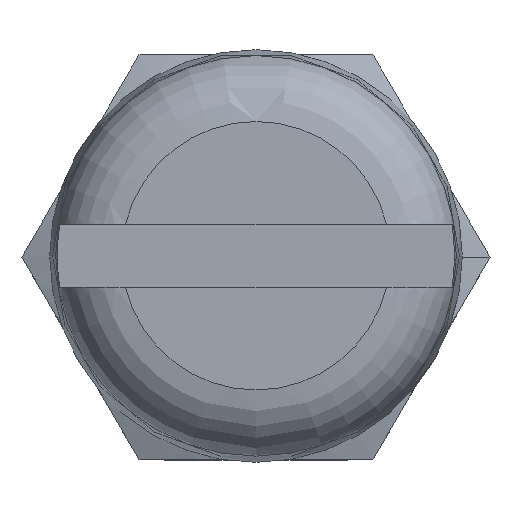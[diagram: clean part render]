
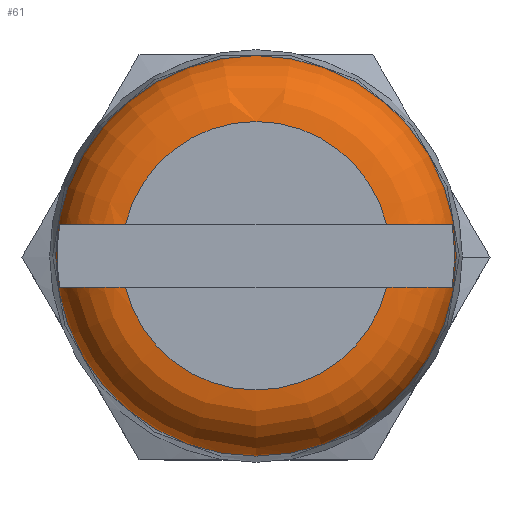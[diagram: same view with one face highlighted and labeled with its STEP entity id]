
A CAD part, top view. The second image highlights one B-rep face of the part: STEP entity #61.
In plain terms, the highlighted face is a revolution surface.
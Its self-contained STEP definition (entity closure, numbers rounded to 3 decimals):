
#40 = EDGE_CURVE('',#41,#43,#45,.T.);
#41 = VERTEX_POINT('',#42);
#42 = CARTESIAN_POINT('',(1.77,0.43,9.));
#43 = VERTEX_POINT('',#44);
#44 = CARTESIAN_POINT('',(-1.77,0.43,9.));
#45 = CIRCLE('',#46,1.821);
#46 = AXIS2_PLACEMENT_3D('',#47,#48,#49);
#47 = CARTESIAN_POINT('',(0.,0.,9.));
#48 = DIRECTION('',(0.,0.,1.));
#49 = DIRECTION('',(1.,0.,-0.));
#61 = ADVANCED_FACE('',(#62),#208,.F.);
#62 = FACE_BOUND('',#63,.F.);
#63 = EDGE_LOOP('',(#64,#86,#87,#109,#120,#142,#151,#173,#183,#192,#199,
    #200));
#64 = ORIENTED_EDGE('',*,*,#65,.F.);
#65 = EDGE_CURVE('',#41,#66,#68,.T.);
#66 = VERTEX_POINT('',#67);
#67 = CARTESIAN_POINT('',(2.664,0.43,8.3));
#68 = B_SPLINE_CURVE_WITH_KNOTS('',6,(#69,#70,#71,#72,#73,#74,#75,#76,
    #77,#78,#79,#80,#81,#82,#83,#84,#85),.UNSPECIFIED.,.F.,.F.,(7,5,5,7)
  ,(0.,0.296,0.526,1.),.UNSPECIFIED.);
#69 = CARTESIAN_POINT('',(1.77,0.43,9.));
#70 = CARTESIAN_POINT('',(1.831,0.43,9.));
#71 = CARTESIAN_POINT('',(1.892,0.43,8.995));
#72 = CARTESIAN_POINT('',(1.952,0.43,8.986));
#73 = CARTESIAN_POINT('',(2.011,0.43,8.972));
#74 = CARTESIAN_POINT('',(2.069,0.43,8.953));
#75 = CARTESIAN_POINT('',(2.169,0.43,8.912));
#76 = CARTESIAN_POINT('',(2.212,0.43,8.892));
#77 = CARTESIAN_POINT('',(2.253,0.43,8.869));
#78 = CARTESIAN_POINT('',(2.293,0.43,8.843));
#79 = CARTESIAN_POINT('',(2.33,0.43,8.815));
#80 = CARTESIAN_POINT('',(2.441,0.43,8.723));
#81 = CARTESIAN_POINT('',(2.507,0.43,8.651));
#82 = CARTESIAN_POINT('',(2.563,0.43,8.571));
#83 = CARTESIAN_POINT('',(2.609,0.43,8.485));
#84 = CARTESIAN_POINT('',(2.643,0.43,8.394));
#85 = CARTESIAN_POINT('',(2.664,0.43,8.3));
#86 = ORIENTED_EDGE('',*,*,#40,.T.);
#87 = ORIENTED_EDGE('',*,*,#88,.T.);
#88 = EDGE_CURVE('',#43,#89,#91,.T.);
#89 = VERTEX_POINT('',#90);
#90 = CARTESIAN_POINT('',(-2.664,0.43,8.3));
#91 = B_SPLINE_CURVE_WITH_KNOTS('',6,(#92,#93,#94,#95,#96,#97,#98,#99,
    #100,#101,#102,#103,#104,#105,#106,#107,#108),.UNSPECIFIED.,.F.,.F.,
  (7,5,5,7),(0.,0.296,0.526,1.),.UNSPECIFIED.);
#92 = CARTESIAN_POINT('',(-1.77,0.43,9.));
#93 = CARTESIAN_POINT('',(-1.831,0.43,9.));
#94 = CARTESIAN_POINT('',(-1.892,0.43,8.995));
#95 = CARTESIAN_POINT('',(-1.952,0.43,8.986));
#96 = CARTESIAN_POINT('',(-2.011,0.43,8.972));
#97 = CARTESIAN_POINT('',(-2.069,0.43,8.953));
#98 = CARTESIAN_POINT('',(-2.169,0.43,8.912));
#99 = CARTESIAN_POINT('',(-2.212,0.43,8.892));
#100 = CARTESIAN_POINT('',(-2.253,0.43,8.869));
#101 = CARTESIAN_POINT('',(-2.293,0.43,8.843));
#102 = CARTESIAN_POINT('',(-2.33,0.43,8.815));
#103 = CARTESIAN_POINT('',(-2.441,0.43,8.723));
#104 = CARTESIAN_POINT('',(-2.507,0.43,8.651));
#105 = CARTESIAN_POINT('',(-2.563,0.43,8.571));
#106 = CARTESIAN_POINT('',(-2.609,0.43,8.485));
#107 = CARTESIAN_POINT('',(-2.643,0.43,8.394));
#108 = CARTESIAN_POINT('',(-2.664,0.43,8.3));
#109 = ORIENTED_EDGE('',*,*,#110,.F.);
#110 = EDGE_CURVE('',#111,#89,#113,.T.);
#111 = VERTEX_POINT('',#112);
#112 = CARTESIAN_POINT('',(-2.664,-0.43,8.3));
#113 = B_SPLINE_CURVE_WITH_KNOTS('',5,(#114,#115,#116,#117,#118,#119),
  .UNSPECIFIED.,.F.,.F.,(6,6),(0.,1.),.PIECEWISE_BEZIER_KNOTS.);
#114 = CARTESIAN_POINT('',(-2.664,-0.43,8.3));
#115 = CARTESIAN_POINT('',(-2.692,-0.259,8.3));
#116 = CARTESIAN_POINT('',(-2.706,-0.087,8.3));
#117 = CARTESIAN_POINT('',(-2.706,0.087,8.3));
#118 = CARTESIAN_POINT('',(-2.692,0.259,8.3));
#119 = CARTESIAN_POINT('',(-2.664,0.43,8.3));
#120 = ORIENTED_EDGE('',*,*,#121,.F.);
#121 = EDGE_CURVE('',#122,#111,#124,.T.);
#122 = VERTEX_POINT('',#123);
#123 = CARTESIAN_POINT('',(-1.77,-0.43,9.));
#124 = B_SPLINE_CURVE_WITH_KNOTS('',6,(#125,#126,#127,#128,#129,#130,
    #131,#132,#133,#134,#135,#136,#137,#138,#139,#140,#141),
  .UNSPECIFIED.,.F.,.F.,(7,5,5,7),(0.,0.296,0.526,1.),
  .UNSPECIFIED.);
#125 = CARTESIAN_POINT('',(-1.77,-0.43,9.));
#126 = CARTESIAN_POINT('',(-1.831,-0.43,9.));
#127 = CARTESIAN_POINT('',(-1.892,-0.43,8.995));
#128 = CARTESIAN_POINT('',(-1.952,-0.43,8.986));
#129 = CARTESIAN_POINT('',(-2.011,-0.43,8.972));
#130 = CARTESIAN_POINT('',(-2.069,-0.43,8.953));
#131 = CARTESIAN_POINT('',(-2.169,-0.43,8.912));
#132 = CARTESIAN_POINT('',(-2.212,-0.43,8.892));
#133 = CARTESIAN_POINT('',(-2.253,-0.43,8.869));
#134 = CARTESIAN_POINT('',(-2.293,-0.43,8.843));
#135 = CARTESIAN_POINT('',(-2.33,-0.43,8.815));
#136 = CARTESIAN_POINT('',(-2.441,-0.43,8.723));
#137 = CARTESIAN_POINT('',(-2.507,-0.43,8.651));
#138 = CARTESIAN_POINT('',(-2.563,-0.43,8.571));
#139 = CARTESIAN_POINT('',(-2.609,-0.43,8.485));
#140 = CARTESIAN_POINT('',(-2.643,-0.43,8.394));
#141 = CARTESIAN_POINT('',(-2.664,-0.43,8.3));
#142 = ORIENTED_EDGE('',*,*,#143,.T.);
#143 = EDGE_CURVE('',#122,#144,#146,.T.);
#144 = VERTEX_POINT('',#145);
#145 = CARTESIAN_POINT('',(1.77,-0.43,9.));
#146 = CIRCLE('',#147,1.821);
#147 = AXIS2_PLACEMENT_3D('',#148,#149,#150);
#148 = CARTESIAN_POINT('',(0.,0.,9.));
#149 = DIRECTION('',(0.,0.,1.));
#150 = DIRECTION('',(1.,0.,-0.));
#151 = ORIENTED_EDGE('',*,*,#152,.T.);
#152 = EDGE_CURVE('',#144,#153,#155,.T.);
#153 = VERTEX_POINT('',#154);
#154 = CARTESIAN_POINT('',(2.664,-0.43,8.3));
#155 = B_SPLINE_CURVE_WITH_KNOTS('',6,(#156,#157,#158,#159,#160,#161,
    #162,#163,#164,#165,#166,#167,#168,#169,#170,#171,#172),
  .UNSPECIFIED.,.F.,.F.,(7,5,5,7),(0.,0.296,0.526,1.),
  .UNSPECIFIED.);
#156 = CARTESIAN_POINT('',(1.77,-0.43,9.));
#157 = CARTESIAN_POINT('',(1.831,-0.43,9.));
#158 = CARTESIAN_POINT('',(1.892,-0.43,8.995));
#159 = CARTESIAN_POINT('',(1.952,-0.43,8.986));
#160 = CARTESIAN_POINT('',(2.011,-0.43,8.972));
#161 = CARTESIAN_POINT('',(2.069,-0.43,8.953));
#162 = CARTESIAN_POINT('',(2.169,-0.43,8.912));
#163 = CARTESIAN_POINT('',(2.212,-0.43,8.892));
#164 = CARTESIAN_POINT('',(2.253,-0.43,8.869));
#165 = CARTESIAN_POINT('',(2.293,-0.43,8.843));
#166 = CARTESIAN_POINT('',(2.33,-0.43,8.815));
#167 = CARTESIAN_POINT('',(2.441,-0.43,8.723));
#168 = CARTESIAN_POINT('',(2.507,-0.43,8.651));
#169 = CARTESIAN_POINT('',(2.563,-0.43,8.571));
#170 = CARTESIAN_POINT('',(2.609,-0.43,8.485));
#171 = CARTESIAN_POINT('',(2.643,-0.43,8.394));
#172 = CARTESIAN_POINT('',(2.664,-0.43,8.3));
#173 = ORIENTED_EDGE('',*,*,#174,.F.);
#174 = EDGE_CURVE('',#175,#153,#177,.T.);
#175 = VERTEX_POINT('',#176);
#176 = CARTESIAN_POINT('',(2.699,0.,8.3));
#177 = B_SPLINE_CURVE_WITH_KNOTS('',4,(#178,#179,#180,#181,#182),
  .UNSPECIFIED.,.F.,.F.,(5,5),(0.,1.),.PIECEWISE_BEZIER_KNOTS.);
#178 = CARTESIAN_POINT('',(2.699,0.,8.3));
#179 = CARTESIAN_POINT('',(2.699,-0.108,8.3));
#180 = CARTESIAN_POINT('',(2.693,-0.216,8.3));
#181 = CARTESIAN_POINT('',(2.681,-0.323,8.3));
#182 = CARTESIAN_POINT('',(2.664,-0.43,8.3));
#183 = ORIENTED_EDGE('',*,*,#184,.T.);
#184 = EDGE_CURVE('',#175,#185,#187,.T.);
#185 = VERTEX_POINT('',#186);
#186 = CARTESIAN_POINT('',(2.718,0.,8.178));
#187 = CIRCLE('',#188,0.9);
#188 = AXIS2_PLACEMENT_3D('',#189,#190,#191);
#189 = CARTESIAN_POINT('',(1.821,0.,8.1));
#190 = DIRECTION('',(-0.,1.,0.));
#191 = DIRECTION('',(0.,0.,1.));
#192 = ORIENTED_EDGE('',*,*,#193,.F.);
#193 = EDGE_CURVE('',#185,#185,#194,.T.);
#194 = CIRCLE('',#195,2.718);
#195 = AXIS2_PLACEMENT_3D('',#196,#197,#198);
#196 = CARTESIAN_POINT('',(0.,0.,8.178));
#197 = DIRECTION('',(0.,0.,1.));
#198 = DIRECTION('',(1.,0.,-0.));
#199 = ORIENTED_EDGE('',*,*,#184,.F.);
#200 = ORIENTED_EDGE('',*,*,#201,.F.);
#201 = EDGE_CURVE('',#66,#175,#202,.T.);
#202 = B_SPLINE_CURVE_WITH_KNOTS('',4,(#203,#204,#205,#206,#207),
  .UNSPECIFIED.,.F.,.F.,(5,5),(0.,1.),.PIECEWISE_BEZIER_KNOTS.);
#203 = CARTESIAN_POINT('',(2.664,0.43,8.3));
#204 = CARTESIAN_POINT('',(2.681,0.323,8.3));
#205 = CARTESIAN_POINT('',(2.693,0.216,8.3));
#206 = CARTESIAN_POINT('',(2.699,0.108,8.3));
#207 = CARTESIAN_POINT('',(2.699,0.,8.3));
#208 = SURFACE_OF_REVOLUTION('',#209,#214);
#209 = CIRCLE('',#210,0.9);
#210 = AXIS2_PLACEMENT_3D('',#211,#212,#213);
#211 = CARTESIAN_POINT('',(1.821,0.,8.1));
#212 = DIRECTION('',(-0.,1.,0.));
#213 = DIRECTION('',(0.,0.,1.));
#214 = AXIS1_PLACEMENT('',#215,#216);
#215 = CARTESIAN_POINT('',(0.,0.,7.2));
#216 = DIRECTION('',(0.,0.,1.));
